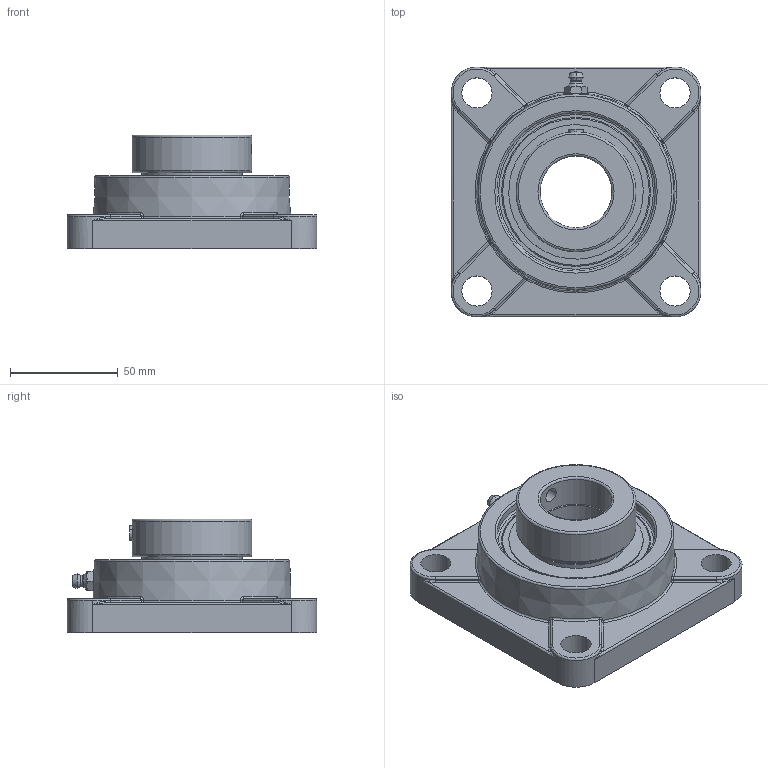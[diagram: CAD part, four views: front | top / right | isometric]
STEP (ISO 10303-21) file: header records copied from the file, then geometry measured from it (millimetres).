
FILE_DESCRIPTION(('HOOPS Exchange Step'),'2;1');
FILE_NAME('export-AB3B1FAA-F055-4957-9916-8844DE2AE6E3.stp','2019-12-12T15:20:56-08:00',('ibuslach'),('Alibre'),'HOOPS Exchange 2019.2','Alibre','Unknown authorisation');
FILE_SCHEMA( ('AP242_MANAGED_MODEL_BASED_3D_ENGINEERING_MIM_LF {1 0 10303 442 1 1 4 }') );
Length unit declared in the file: centimetre
Products named in the file (8): MRN SF 207; UCP ZERK 6mm; SNC 207 SHIELD; SNC 207-21 RACES; SNC 207-21 COLLAR; SNC 207 SS; MRN SNC 207-21; MRN SNCF 207-21
Assembly tree (8 placements, depth 3):
  MRN SNCF 207-21
    MRN SF 207
    UCP ZERK 6mm
    MRN SNC 207-21
      SNC 207 SHIELD  x2
      SNC 207-21 RACES
      SNC 207-21 COLLAR
      SNC 207 SS
Bounding box: 116 x 116 x 52.91 mm (x, y, z)
Volume: 244513.9 mm3; surface area: 77667.1 mm2
Topology: 8 solids, 8 shells, 233 faces, 594 edges, 358 vertices
Faces by surface type: cylinder 67, plane 61, torus 41, bspline 28, cone 19, sphere 17
Full cylindrical faces by diameter (mm): 2.508 x2, 6 x2, 6.782 x3, 14 x4, 33.338 x2, 44.196 x2, 46.672 x2, 46.736 x2, 47.752 x2, 55.601 x1, 59.006 x2, 62.484 x2, 73.66 x1, 77.47 x1
Entity records: 11891 total; most frequent: CARTESIAN_POINT 6318, DIRECTION 1189, ORIENTED_EDGE 1102, EDGE_CURVE 551, AXIS2_PLACEMENT_3D 514, VERTEX_POINT 344, CIRCLE 292, EDGE_LOOP 257
